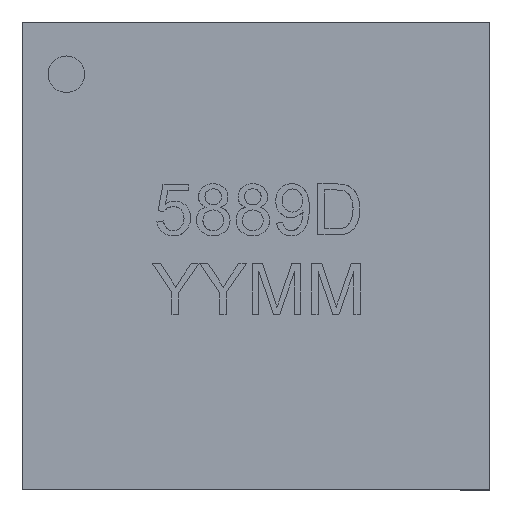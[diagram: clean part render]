
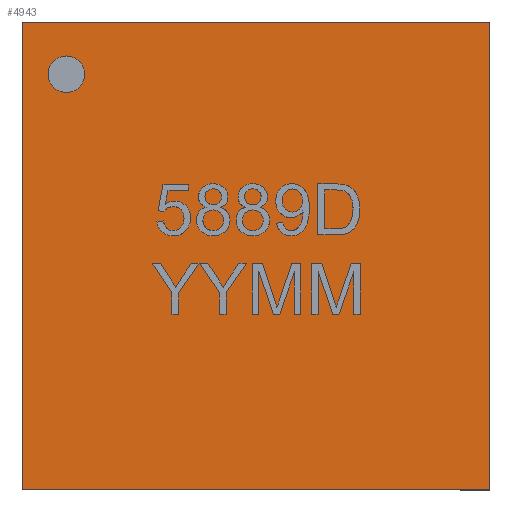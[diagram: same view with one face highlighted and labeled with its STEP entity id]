
A CAD part, top view. The second image highlights one B-rep face of the part: STEP entity #4943.
In plain terms, the highlighted planar face has unit normal (0, 0, 1).
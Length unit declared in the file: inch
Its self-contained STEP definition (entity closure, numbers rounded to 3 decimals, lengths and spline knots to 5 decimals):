
#594=FACE_OUTER_BOUND('',#883,.T.);
#883=EDGE_LOOP('',(#3553,#3554,#3555,#3556));
#1248=LINE('',#6545,#1705);
#1251=LINE('',#6551,#1708);
#1254=LINE('',#6557,#1711);
#1257=LINE('',#6561,#1714);
#1705=VECTOR('',#5717,0.3937);
#1708=VECTOR('',#5722,0.3937);
#1711=VECTOR('',#5727,0.3937);
#1714=VECTOR('',#5732,0.3937);
#2122=VERTEX_POINT('',#6542);
#2123=VERTEX_POINT('',#6544);
#2125=VERTEX_POINT('',#6550);
#2127=VERTEX_POINT('',#6556);
#2660=EDGE_CURVE('',#2123,#2122,#1248,.T.);
#2663=EDGE_CURVE('',#2125,#2123,#1251,.T.);
#2666=EDGE_CURVE('',#2127,#2125,#1254,.T.);
#2669=EDGE_CURVE('',#2122,#2127,#1257,.T.);
#3553=ORIENTED_EDGE('',*,*,#2669,.T.);
#3554=ORIENTED_EDGE('',*,*,#2666,.T.);
#3555=ORIENTED_EDGE('',*,*,#2663,.T.);
#3556=ORIENTED_EDGE('',*,*,#2660,.T.);
#4789=PLANE('',#5322);
#4943=ADVANCED_FACE('',(#594),#4789,.T.);
#5322=AXIS2_PLACEMENT_3D('',#6562,#5733,#5734);
#5717=DIRECTION('',(-1.,0.,0.));
#5722=DIRECTION('',(0.,1.,0.));
#5727=DIRECTION('',(1.,0.,0.));
#5732=DIRECTION('',(0.,-1.,0.));
#5733=DIRECTION('center_axis',(0.,0.,1.));
#5734=DIRECTION('ref_axis',(1.,0.,0.));
#6542=CARTESIAN_POINT('',(0.,0.27537,0.066));
#6544=CARTESIAN_POINT('',(0.27487,0.27537,0.066));
#6545=CARTESIAN_POINT('',(0.27487,0.27537,0.066));
#6550=CARTESIAN_POINT('',(0.27487,0.,0.066));
#6551=CARTESIAN_POINT('',(0.27487,0.,0.066));
#6556=CARTESIAN_POINT('',(0.,0.,0.066));
#6557=CARTESIAN_POINT('',(0.,0.,0.066));
#6561=CARTESIAN_POINT('',(0.,0.27537,0.066));
#6562=CARTESIAN_POINT('Origin',(0.13744,0.13769,0.066));
